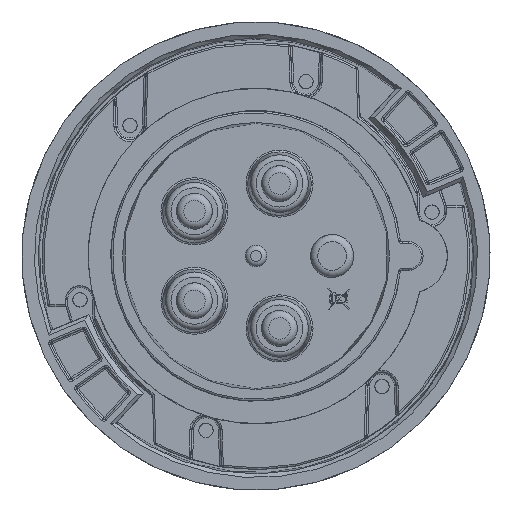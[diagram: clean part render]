
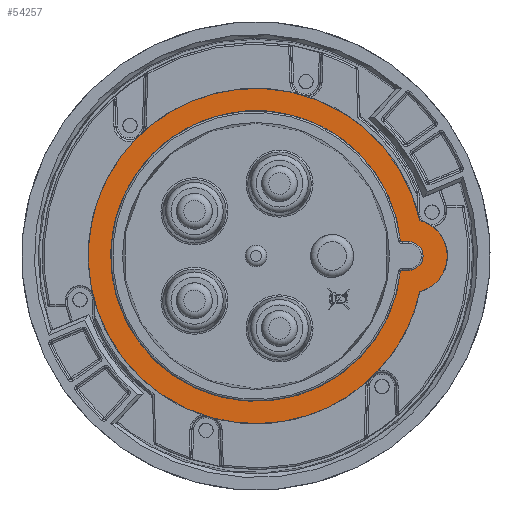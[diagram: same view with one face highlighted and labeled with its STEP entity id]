
A CAD part, left-side view. The second image highlights one B-rep face of the part: STEP entity #54257.
In plain terms, the highlighted planar face has unit normal (-1, 0, 0).
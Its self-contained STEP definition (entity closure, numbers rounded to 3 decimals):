
#3522 = DIRECTION ( 'NONE',  ( 1., 0., 0. ) ) ;
#4436 = AXIS2_PLACEMENT_3D ( 'NONE', #105079, #106504, #39847 ) ;
#5148 = CARTESIAN_POINT ( 'NONE',  ( -4.2, -29.474, 84.891 ) ) ;
#8996 = ORIENTED_EDGE ( 'NONE', *, *, #126477, .T. ) ;
#9070 = EDGE_CURVE ( 'NONE', #66700, #34164, #130924, .T. ) ;
#12076 = CARTESIAN_POINT ( 'NONE',  ( -4.2, -45.732, 9.918 ) ) ;
#14557 = DIRECTION ( 'NONE',  ( 0., 0., 1. ) ) ;
#14965 = CARTESIAN_POINT ( 'NONE',  ( -4.2, -41.4, -2.458 ) ) ;
#16099 = EDGE_CURVE ( 'NONE', #66700, #26180, #110340, .T. ) ;
#16712 = CARTESIAN_POINT ( 'NONE',  ( -4.2, -45.732, -9.918 ) ) ;
#18812 = CARTESIAN_POINT ( 'NONE',  ( -4.2, 0., -2.458 ) ) ;
#19023 =( BOUNDED_CURVE ( )  B_SPLINE_CURVE ( 3, ( #123580, #88169, #66417, #12076 ),
 .UNSPECIFIED., .F., .T. ) 
 B_SPLINE_CURVE_WITH_KNOTS ( ( 4, 4 ),
 ( 0., 1. ),
 .UNSPECIFIED. ) 
 CURVE ( )  GEOMETRIC_REPRESENTATION_ITEM ( )  RATIONAL_B_SPLINE_CURVE ( ( 1., 0.502, 0.502, 1. ) ) 
 REPRESENTATION_ITEM ( '' )  );
#22101 = CARTESIAN_POINT ( 'NONE',  ( -4.2, -39.996, 2.542 ) ) ;
#23891 = ORIENTED_EDGE ( 'NONE', *, *, #61290, .F. ) ;
#23957 = VECTOR ( 'NONE', #130565, 1000. ) ;
#24352 = ORIENTED_EDGE ( 'NONE', *, *, #132368, .T. ) ;
#26180 = VERTEX_POINT ( 'NONE', #106207 ) ;
#27029 = CARTESIAN_POINT ( 'NONE',  ( -4.2, -39.996, 2.542 ) ) ;
#27754 = EDGE_CURVE ( 'NONE', #81096, #96458, #85211, .T. ) ;
#29724 = CARTESIAN_POINT ( 'NONE',  ( -4.2, 46.805, -76.716 ) ) ;
#34164 = VERTEX_POINT ( 'NONE', #45101 ) ;
#34612 = ORIENTED_EDGE ( 'NONE', *, *, #76693, .F. ) ;
#35548 = VERTEX_POINT ( 'NONE', #127604 ) ;
#38337 = ORIENTED_EDGE ( 'NONE', *, *, #126185, .T. ) ;
#38403 = PLANE ( 'NONE',  #4436 ) ;
#39847 = DIRECTION ( 'NONE',  ( 0., 0., -1. ) ) ;
#40502 = LINE ( 'NONE', #18812, #71686 ) ;
#41831 = AXIS2_PLACEMENT_3D ( 'NONE', #102217, #113794, #14557 ) ;
#42220 = LINE ( 'NONE', #97278, #23957 ) ;
#43624 = AXIS2_PLACEMENT_3D ( 'NONE', #57879, #3522, #47693 ) ;
#44110 = LINE ( 'NONE', #87622, #89697 ) ;
#45101 = CARTESIAN_POINT ( 'NONE',  ( -4.2, -40.264, 2.458 ) ) ;
#47693 = DIRECTION ( 'NONE',  ( 0., 0., 1. ) ) ;
#48398 = CARTESIAN_POINT ( 'NONE',  ( -4.2, -45.732, 9.918 ) ) ;
#50003 = FACE_BOUND ( 'NONE', #58505, .T. ) ;
#53847 = DIRECTION ( 'NONE',  ( 0., 1., 0. ) ) ;
#54257 = ADVANCED_FACE ( 'NONE', ( #50003, #62328 ), #38403, .T. ) ;
#54689 = DIRECTION ( 'NONE',  ( 1., 0., 0. ) ) ;
#57879 = CARTESIAN_POINT ( 'NONE',  ( -4.2, -41.4, 0. ) ) ;
#58107 = EDGE_LOOP ( 'NONE', ( #112346, #24352 ) ) ;
#58349 = VERTEX_POINT ( 'NONE', #48398 ) ;
#58505 = EDGE_LOOP ( 'NONE', ( #93020, #38337, #23891, #80512, #80820, #97084, #142542, #71102, #8996, #34612 ) ) ;
#61290 = EDGE_CURVE ( 'NONE', #26180, #107260, #92703, .T. ) ;
#62328 = FACE_OUTER_BOUND ( 'NONE', #58107, .T. ) ;
#63012 = DIRECTION ( 'NONE',  ( 0., 1., 0. ) ) ;
#65346 = CARTESIAN_POINT ( 'NONE',  ( -4.2, -40.092, -2.542 ) ) ;
#66417 = CARTESIAN_POINT ( 'NONE',  ( -4.2, -58.487, 6.591 ) ) ;
#66700 = VERTEX_POINT ( 'NONE', #27029 ) ;
#71102 = ORIENTED_EDGE ( 'NONE', *, *, #75714, .T. ) ;
#71686 = VECTOR ( 'NONE', #63012, 1000. ) ;
#71775 = CARTESIAN_POINT ( 'NONE',  ( -4.2, -45.732, 9.918 ) ) ;
#75714 = EDGE_CURVE ( 'NONE', #96458, #35548, #40502, .T. ) ;
#75739 = CARTESIAN_POINT ( 'NONE',  ( -4.2, 0., 0. ) ) ;
#76423 = CARTESIAN_POINT ( 'NONE',  ( -4.2, -41.4, 2.458 ) ) ;
#76693 = EDGE_CURVE ( 'NONE', #132551, #97872, #44110, .T. ) ;
#80512 = ORIENTED_EDGE ( 'NONE', *, *, #16099, .F. ) ;
#80797 =( BOUNDED_CURVE ( )  B_SPLINE_CURVE ( 3, ( #71775, #5148, #117363, #105099, #29724, #95637, #16712 ),
 .UNSPECIFIED., .F., .T. ) 
 B_SPLINE_CURVE_WITH_KNOTS ( ( 4, 3, 4 ),
 ( 0., 0.5, 1. ),
 .UNSPECIFIED. ) 
 CURVE ( )  GEOMETRIC_REPRESENTATION_ITEM ( )  RATIONAL_B_SPLINE_CURVE ( ( 1., 0.404, 0.404, 1., 0.404, 0.404, 1. ) ) 
 REPRESENTATION_ITEM ( '' )  );
#80820 = ORIENTED_EDGE ( 'NONE', *, *, #9070, .T. ) ;
#81096 = VERTEX_POINT ( 'NONE', #76423 ) ;
#85211 = CIRCLE ( 'NONE', #43624, 2.458 ) ;
#87317 = CARTESIAN_POINT ( 'NONE',  ( -4.2, -40.092, 2.542 ) ) ;
#87622 = CARTESIAN_POINT ( 'NONE',  ( -4.2, 0., -2.542 ) ) ;
#88169 = CARTESIAN_POINT ( 'NONE',  ( -4.2, -58.487, -6.591 ) ) ;
#88338 = DIRECTION ( 'NONE',  ( 0., -1., 0. ) ) ;
#89697 = VECTOR ( 'NONE', #88338, 1000. ) ;
#89796 = CIRCLE ( 'NONE', #126774, 0.458 ) ;
#92703 = CIRCLE ( 'NONE', #41831, 0.458 ) ;
#93020 = ORIENTED_EDGE ( 'NONE', *, *, #120723, .F. ) ;
#95637 = CARTESIAN_POINT ( 'NONE',  ( -4.2, -29.474, -84.891 ) ) ;
#96458 = VERTEX_POINT ( 'NONE', #14965 ) ;
#97084 = ORIENTED_EDGE ( 'NONE', *, *, #108240, .T. ) ;
#97278 = CARTESIAN_POINT ( 'NONE',  ( -4.2, 0., 2.458 ) ) ;
#97872 = VERTEX_POINT ( 'NONE', #108238 ) ;
#98877 = DIRECTION ( 'NONE',  ( 0., 0., -1. ) ) ;
#102130 = VERTEX_POINT ( 'NONE', #123592 ) ;
#102217 = CARTESIAN_POINT ( 'NONE',  ( -4.2, -39.737, 3. ) ) ;
#102625 = CARTESIAN_POINT ( 'NONE',  ( -4.2, -39.737, -3. ) ) ;
#104266 = VECTOR ( 'NONE', #53847, 1000. ) ;
#105079 = CARTESIAN_POINT ( 'NONE',  ( -4.2, -21.57, 0. ) ) ;
#105099 = CARTESIAN_POINT ( 'NONE',  ( -4.2, 46.805, 0. ) ) ;
#106207 = CARTESIAN_POINT ( 'NONE',  ( -4.2, -39.737, 2.542 ) ) ;
#106504 = DIRECTION ( 'NONE',  ( -1., 0., 0. ) ) ;
#107260 = VERTEX_POINT ( 'NONE', #127992 ) ;
#108238 = CARTESIAN_POINT ( 'NONE',  ( -4.2, -39.996, -2.542 ) ) ;
#108240 = EDGE_CURVE ( 'NONE', #34164, #81096, #42220, .T. ) ;
#110340 = LINE ( 'NONE', #130599, #104266 ) ;
#110595 = VERTEX_POINT ( 'NONE', #113811 ) ;
#110805 = CARTESIAN_POINT ( 'NONE',  ( -4.2, -39.737, -2.542 ) ) ;
#112346 = ORIENTED_EDGE ( 'NONE', *, *, #139828, .T. ) ;
#113197 = B_SPLINE_CURVE_WITH_KNOTS ( 'NONE', 3,
 ( #142785, #132607, #65346, #129762 ),
 .UNSPECIFIED., .F., .F.,
 ( 4, 4 ),
 ( 0., 0.001 ),
 .UNSPECIFIED. ) ;
#113794 = DIRECTION ( 'NONE',  ( 1., 0., 0. ) ) ;
#113811 = CARTESIAN_POINT ( 'NONE',  ( -4.2, -45.732, -9.918 ) ) ;
#117363 = CARTESIAN_POINT ( 'NONE',  ( -4.2, 46.805, 76.716 ) ) ;
#120723 = EDGE_CURVE ( 'NONE', #102130, #132551, #89796, .T. ) ;
#121294 = CARTESIAN_POINT ( 'NONE',  ( -4.2, -40.264, 2.458 ) ) ;
#123580 = CARTESIAN_POINT ( 'NONE',  ( -4.2, -45.732, -9.918 ) ) ;
#123592 = CARTESIAN_POINT ( 'NONE',  ( -4.2, -39.28, -2.966 ) ) ;
#125017 = DIRECTION ( 'NONE',  ( 1., 0., 0. ) ) ;
#125734 = DIRECTION ( 'NONE',  ( 0., 0., 1. ) ) ;
#126185 = EDGE_CURVE ( 'NONE', #102130, #107260, #134216, .T. ) ;
#126477 = EDGE_CURVE ( 'NONE', #35548, #97872, #113197, .T. ) ;
#126774 = AXIS2_PLACEMENT_3D ( 'NONE', #102625, #125017, #125734 ) ;
#127604 = CARTESIAN_POINT ( 'NONE',  ( -4.2, -40.264, -2.458 ) ) ;
#127992 = CARTESIAN_POINT ( 'NONE',  ( -4.2, -39.28, 2.966 ) ) ;
#129762 = CARTESIAN_POINT ( 'NONE',  ( -4.2, -39.996, -2.542 ) ) ;
#130565 = DIRECTION ( 'NONE',  ( 0., -1., 0. ) ) ;
#130599 = CARTESIAN_POINT ( 'NONE',  ( -4.2, 0., 2.542 ) ) ;
#130924 = B_SPLINE_CURVE_WITH_KNOTS ( 'NONE', 3,
 ( #22101, #87317, #132152, #121294 ),
 .UNSPECIFIED., .F., .F.,
 ( 4, 4 ),
 ( 0., 0. ),
 .UNSPECIFIED. ) ;
#132152 = CARTESIAN_POINT ( 'NONE',  ( -4.2, -40.185, 2.511 ) ) ;
#132368 = EDGE_CURVE ( 'NONE', #58349, #110595, #80797, .T. ) ;
#132551 = VERTEX_POINT ( 'NONE', #110805 ) ;
#132607 = CARTESIAN_POINT ( 'NONE',  ( -4.2, -40.186, -2.511 ) ) ;
#134216 = CIRCLE ( 'NONE', #136493, 39.392 ) ;
#136493 = AXIS2_PLACEMENT_3D ( 'NONE', #75739, #54689, #98877 ) ;
#139828 = EDGE_CURVE ( 'NONE', #110595, #58349, #19023, .T. ) ;
#142542 = ORIENTED_EDGE ( 'NONE', *, *, #27754, .T. ) ;
#142785 = CARTESIAN_POINT ( 'NONE',  ( -4.2, -40.264, -2.458 ) ) ;
